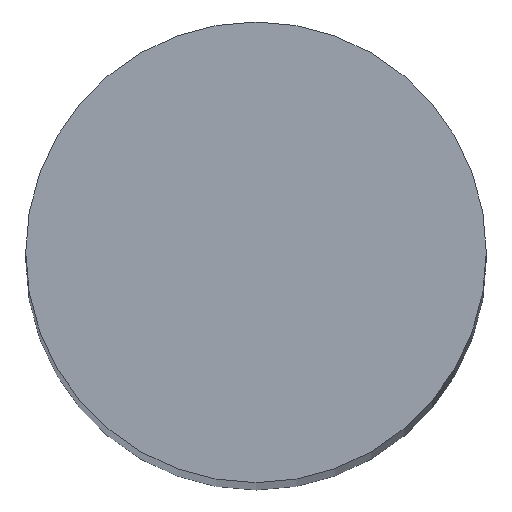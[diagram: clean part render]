
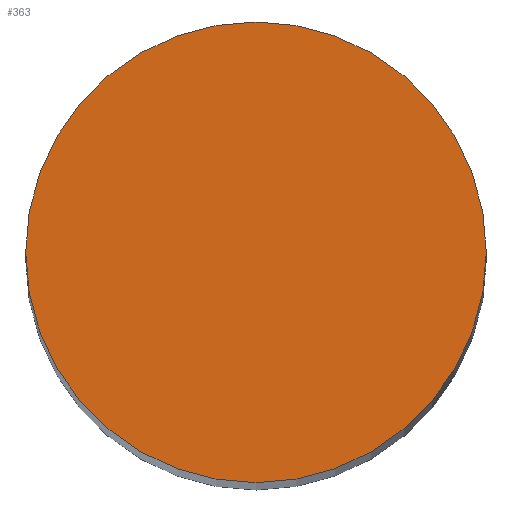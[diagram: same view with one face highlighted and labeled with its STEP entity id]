
A CAD part, top view. The second image highlights one B-rep face of the part: STEP entity #363.
In plain terms, the highlighted planar face has unit normal (0, 0, 1).
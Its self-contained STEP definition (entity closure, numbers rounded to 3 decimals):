
#14 = EDGE_LOOP ( 'NONE', ( #331, #296 ) ) ;
#51 = EDGE_CURVE ( 'NONE', #454, #592, #408, .T. ) ;
#70 = PLANE ( 'NONE',  #497 ) ;
#79 = EDGE_CURVE ( 'NONE', #592, #454, #234, .T. ) ;
#108 = CARTESIAN_POINT ( 'NONE',  ( 0., 0., 300. ) ) ;
#170 = AXIS2_PLACEMENT_3D ( 'NONE', #561, #564, #638 ) ;
#222 = CARTESIAN_POINT ( 'NONE',  ( -16., 0., 300. ) ) ;
#234 = CIRCLE ( 'NONE', #562, 16. ) ;
#296 = ORIENTED_EDGE ( 'NONE', *, *, #51, .F. ) ;
#331 = ORIENTED_EDGE ( 'NONE', *, *, #79, .F. ) ;
#358 = DIRECTION ( 'NONE',  ( 1., 0., 0. ) ) ;
#363 = ADVANCED_FACE ( 'NONE', ( #493 ), #70, .T. ) ;
#396 = DIRECTION ( 'NONE',  ( -1., 0., 0. ) ) ;
#408 = CIRCLE ( 'NONE', #170, 16. ) ;
#437 = CARTESIAN_POINT ( 'NONE',  ( 16., 0., 300. ) ) ;
#454 = VERTEX_POINT ( 'NONE', #437 ) ;
#480 = DIRECTION ( 'NONE',  ( 0., 0., 1. ) ) ;
#493 = FACE_OUTER_BOUND ( 'NONE', #14, .T. ) ;
#497 = AXIS2_PLACEMENT_3D ( 'NONE', #533, #480, #358 ) ;
#515 = DIRECTION ( 'NONE',  ( 0., 0., -1. ) ) ;
#533 = CARTESIAN_POINT ( 'NONE',  ( 0., 16., 300. ) ) ;
#561 = CARTESIAN_POINT ( 'NONE',  ( 0., 0., 300. ) ) ;
#562 = AXIS2_PLACEMENT_3D ( 'NONE', #108, #515, #396 ) ;
#564 = DIRECTION ( 'NONE',  ( 0., 0., -1. ) ) ;
#592 = VERTEX_POINT ( 'NONE', #222 ) ;
#638 = DIRECTION ( 'NONE',  ( -1., 0., 0. ) ) ;
